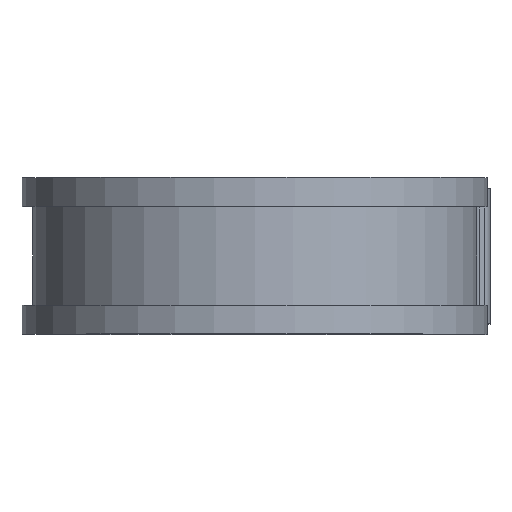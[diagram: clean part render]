
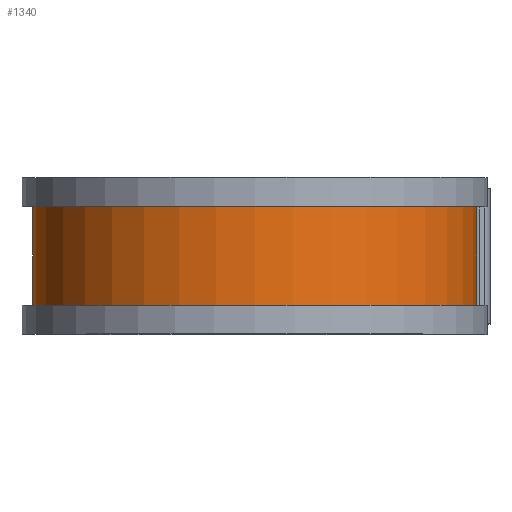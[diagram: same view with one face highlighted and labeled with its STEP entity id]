
A CAD part, top view. The second image highlights one B-rep face of the part: STEP entity #1340.
In plain terms, the highlighted cylindrical face has radius 31.318 mm (diameter 62.636 mm), a partial arc.
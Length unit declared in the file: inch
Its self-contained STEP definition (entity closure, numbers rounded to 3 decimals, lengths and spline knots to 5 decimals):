
#165 = CARTESIAN_POINT ( 'NONE',  ( 0., -0.275, -1.233 ) ) ;
#208 = AXIS2_PLACEMENT_3D ( 'NONE', #1077, #1228, #1583 ) ;
#209 = EDGE_CURVE ( 'NONE', #960, #225, #386, .T. ) ;
#225 = VERTEX_POINT ( 'NONE', #165 ) ;
#278 = CARTESIAN_POINT ( 'NONE',  ( 1.233, -0.275, 0. ) ) ;
#333 = DIRECTION ( 'NONE',  ( 0., 0., -1. ) ) ;
#345 = DIRECTION ( 'NONE',  ( 0., -1., 0. ) ) ;
#348 = ORIENTED_EDGE ( 'NONE', *, *, #1252, .T. ) ;
#352 = CARTESIAN_POINT ( 'NONE',  ( 0., 0.275, -1.233 ) ) ;
#384 = CARTESIAN_POINT ( 'NONE',  ( 0., -0.275, 0. ) ) ;
#386 = CIRCLE ( 'NONE', #1311, 1.233 ) ;
#392 = VERTEX_POINT ( 'NONE', #1461 ) ;
#425 = LINE ( 'NONE', #755, #1215 ) ;
#428 = CIRCLE ( 'NONE', #1285, 1.233 ) ;
#540 = EDGE_CURVE ( 'NONE', #1150, #225, #991, .T. ) ;
#624 = CYLINDRICAL_SURFACE ( 'NONE', #208, 1.233 ) ;
#746 = DIRECTION ( 'NONE',  ( 0., -1., 0. ) ) ;
#755 = CARTESIAN_POINT ( 'NONE',  ( 1.233, 0.375, 0. ) ) ;
#771 = DIRECTION ( 'NONE',  ( 0., -1., 0. ) ) ;
#784 = CARTESIAN_POINT ( 'NONE',  ( 0., 0.375, -1.233 ) ) ;
#792 = CARTESIAN_POINT ( 'NONE',  ( 0., 0.275, 0. ) ) ;
#933 = DIRECTION ( 'NONE',  ( 0., 0., -1. ) ) ;
#946 = ORIENTED_EDGE ( 'NONE', *, *, #1053, .F. ) ;
#956 = VECTOR ( 'NONE', #771, 39.37008 ) ;
#960 = VERTEX_POINT ( 'NONE', #278 ) ;
#991 = LINE ( 'NONE', #784, #956 ) ;
#1053 = EDGE_CURVE ( 'NONE', #392, #960, #425, .T. ) ;
#1077 = CARTESIAN_POINT ( 'NONE',  ( 0., 0.375, 0. ) ) ;
#1150 = VERTEX_POINT ( 'NONE', #352 ) ;
#1215 = VECTOR ( 'NONE', #746, 39.37008 ) ;
#1228 = DIRECTION ( 'NONE',  ( 0., -1., 0. ) ) ;
#1252 = EDGE_CURVE ( 'NONE', #392, #1150, #428, .T. ) ;
#1267 = EDGE_LOOP ( 'NONE', ( #946, #348, #1618, #1562 ) ) ;
#1285 = AXIS2_PLACEMENT_3D ( 'NONE', #792, #1698, #933 ) ;
#1311 = AXIS2_PLACEMENT_3D ( 'NONE', #384, #345, #333 ) ;
#1340 = ADVANCED_FACE ( 'NONE', ( #1354 ), #624, .T. ) ;
#1354 = FACE_OUTER_BOUND ( 'NONE', #1267, .T. ) ;
#1461 = CARTESIAN_POINT ( 'NONE',  ( 1.233, 0.275, 0. ) ) ;
#1562 = ORIENTED_EDGE ( 'NONE', *, *, #209, .F. ) ;
#1583 = DIRECTION ( 'NONE',  ( 0., 0., -1. ) ) ;
#1618 = ORIENTED_EDGE ( 'NONE', *, *, #540, .T. ) ;
#1698 = DIRECTION ( 'NONE',  ( 0., -1., 0. ) ) ;
